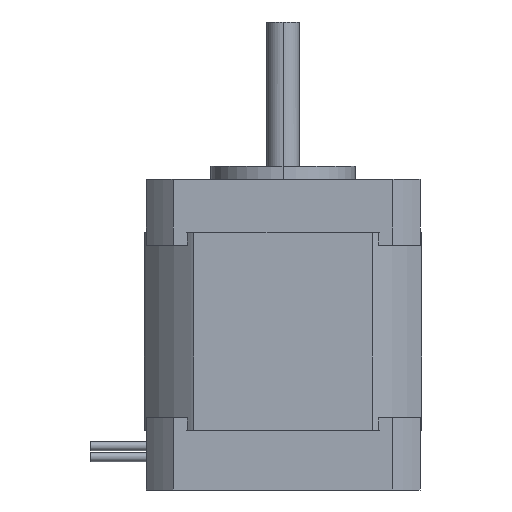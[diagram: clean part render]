
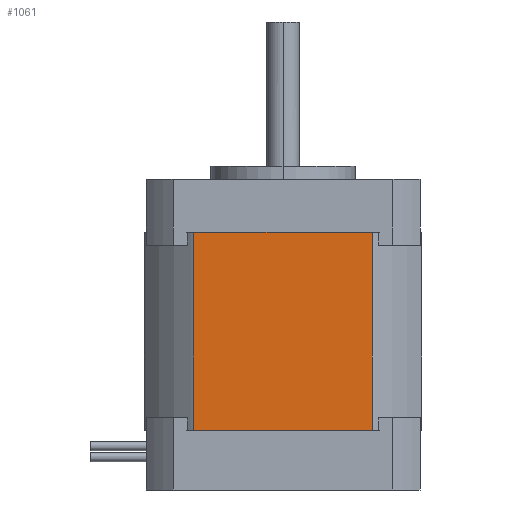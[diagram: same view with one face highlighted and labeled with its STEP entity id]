
A CAD part, left-side view. The second image highlights one B-rep face of the part: STEP entity #1061.
In plain terms, the highlighted planar face has unit normal (-1, 0, 0).
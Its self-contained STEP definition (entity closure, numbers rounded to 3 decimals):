
#90 = FACE_OUTER_BOUND ( 'NONE', #3410, .T. ) ;
#154 = CARTESIAN_POINT ( 'NONE',  ( -21.15, 0., 39.3 ) ) ;
#358 = ORIENTED_EDGE ( 'NONE', *, *, #3704, .F. ) ;
#456 = EDGE_CURVE ( 'NONE', #2249, #1732, #2181, .T. ) ;
#513 = DIRECTION ( 'NONE',  ( 1., 0., 0. ) ) ;
#1061 = ADVANCED_FACE ( 'NONE', ( #90 ), #5130, .F. ) ;
#1206 = DIRECTION ( 'NONE',  ( 0., -1., 0. ) ) ;
#1221 = ORIENTED_EDGE ( 'NONE', *, *, #5084, .F. ) ;
#1294 = CARTESIAN_POINT ( 'NONE',  ( -21.15, 13.609, 39.3 ) ) ;
#1662 = DIRECTION ( 'NONE',  ( 0., 0., -1. ) ) ;
#1687 = VECTOR ( 'NONE', #1662, 1000. ) ;
#1711 = CARTESIAN_POINT ( 'NONE',  ( -21.15, 13.609, 9.1 ) ) ;
#1732 = VERTEX_POINT ( 'NONE', #1711 ) ;
#2108 = ORIENTED_EDGE ( 'NONE', *, *, #4864, .T. ) ;
#2181 = LINE ( 'NONE', #4175, #5350 ) ;
#2217 = LINE ( 'NONE', #154, #4371 ) ;
#2249 = VERTEX_POINT ( 'NONE', #1294 ) ;
#2653 = CARTESIAN_POINT ( 'NONE',  ( -21.15, 0., 39.3 ) ) ;
#2885 = VERTEX_POINT ( 'NONE', #5911 ) ;
#3115 = LINE ( 'NONE', #3612, #1687 ) ;
#3284 = DIRECTION ( 'NONE',  ( 0., -1., 0. ) ) ;
#3410 = EDGE_LOOP ( 'NONE', ( #2108, #1221, #358, #5317 ) ) ;
#3599 = VECTOR ( 'NONE', #3284, 1000. ) ;
#3612 = CARTESIAN_POINT ( 'NONE',  ( -21.15, -13.609, 39.3 ) ) ;
#3704 = EDGE_CURVE ( 'NONE', #2249, #4253, #2217, .T. ) ;
#4175 = CARTESIAN_POINT ( 'NONE',  ( -21.15, 13.609, 39.3 ) ) ;
#4253 = VERTEX_POINT ( 'NONE', #4405 ) ;
#4371 = VECTOR ( 'NONE', #1206, 1000. ) ;
#4405 = CARTESIAN_POINT ( 'NONE',  ( -21.15, -13.609, 39.3 ) ) ;
#4427 = AXIS2_PLACEMENT_3D ( 'NONE', #2653, #513, #5589 ) ;
#4703 = DIRECTION ( 'NONE',  ( 0., 0., -1. ) ) ;
#4864 = EDGE_CURVE ( 'NONE', #1732, #2885, #4880, .T. ) ;
#4880 = LINE ( 'NONE', #5803, #3599 ) ;
#5084 = EDGE_CURVE ( 'NONE', #4253, #2885, #3115, .T. ) ;
#5130 = PLANE ( 'NONE',  #4427 ) ;
#5317 = ORIENTED_EDGE ( 'NONE', *, *, #456, .T. ) ;
#5350 = VECTOR ( 'NONE', #4703, 1000. ) ;
#5589 = DIRECTION ( 'NONE',  ( 0., -1., 0. ) ) ;
#5803 = CARTESIAN_POINT ( 'NONE',  ( -21.15, 0., 9.1 ) ) ;
#5911 = CARTESIAN_POINT ( 'NONE',  ( -21.15, -13.609, 9.1 ) ) ;
